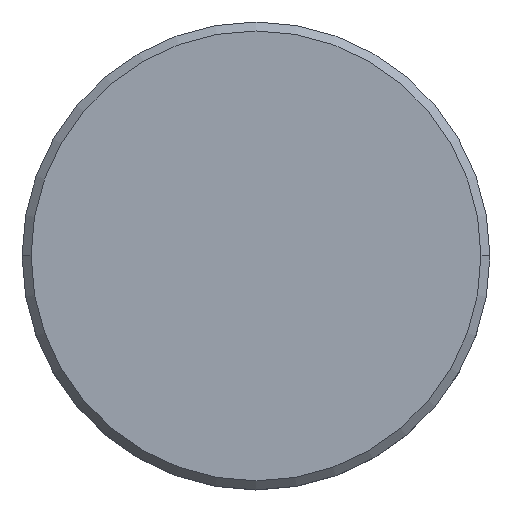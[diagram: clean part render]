
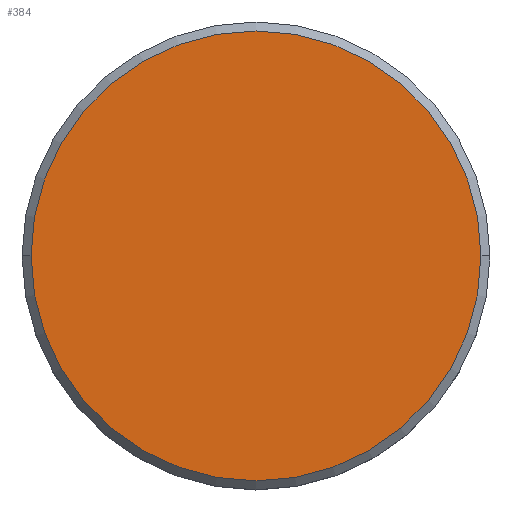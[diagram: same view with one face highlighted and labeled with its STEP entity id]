
A CAD part, top view. The second image highlights one B-rep face of the part: STEP entity #384.
In plain terms, the highlighted planar face has unit normal (0, 0, 1).
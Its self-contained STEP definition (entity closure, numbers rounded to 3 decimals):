
#14 = ORIENTED_EDGE ( 'NONE', *, *, #761, .T. ) ;
#121 = AXIS2_PLACEMENT_3D ( 'NONE', #1089, #358, #901 ) ;
#134 = CARTESIAN_POINT ( 'NONE',  ( 0., 0., 0. ) ) ;
#156 = CIRCLE ( 'NONE', #121, 12.5 ) ;
#235 = AXIS2_PLACEMENT_3D ( 'NONE', #578, #949, #488 ) ;
#254 = EDGE_LOOP ( 'NONE', ( #14, #300 ) ) ;
#300 = ORIENTED_EDGE ( 'NONE', *, *, #336, .T. ) ;
#328 = AXIS2_PLACEMENT_3D ( 'NONE', #134, #666, #755 ) ;
#336 = EDGE_CURVE ( 'NONE', #1106, #722, #824, .T. ) ;
#358 = DIRECTION ( 'NONE',  ( 0., 0., 1. ) ) ;
#384 = ADVANCED_FACE ( 'NONE', ( #1030 ), #572, .T. ) ;
#488 = DIRECTION ( 'NONE',  ( 1., 0., 0. ) ) ;
#572 = PLANE ( 'NONE',  #235 ) ;
#578 = CARTESIAN_POINT ( 'NONE',  ( 0., 0., 0. ) ) ;
#616 = CARTESIAN_POINT ( 'NONE',  ( -12.5, 0., 0. ) ) ;
#666 = DIRECTION ( 'NONE',  ( 0., 0., 1. ) ) ;
#722 = VERTEX_POINT ( 'NONE', #616 ) ;
#755 = DIRECTION ( 'NONE',  ( 1., 0., 0. ) ) ;
#761 = EDGE_CURVE ( 'NONE', #722, #1106, #156, .T. ) ;
#770 = CARTESIAN_POINT ( 'NONE',  ( 12.5, 0., 0. ) ) ;
#824 = CIRCLE ( 'NONE', #328, 12.5 ) ;
#901 = DIRECTION ( 'NONE',  ( 1., 0., 0. ) ) ;
#949 = DIRECTION ( 'NONE',  ( 0., 0., 1. ) ) ;
#1030 = FACE_OUTER_BOUND ( 'NONE', #254, .T. ) ;
#1089 = CARTESIAN_POINT ( 'NONE',  ( 0., 0., 0. ) ) ;
#1106 = VERTEX_POINT ( 'NONE', #770 ) ;
